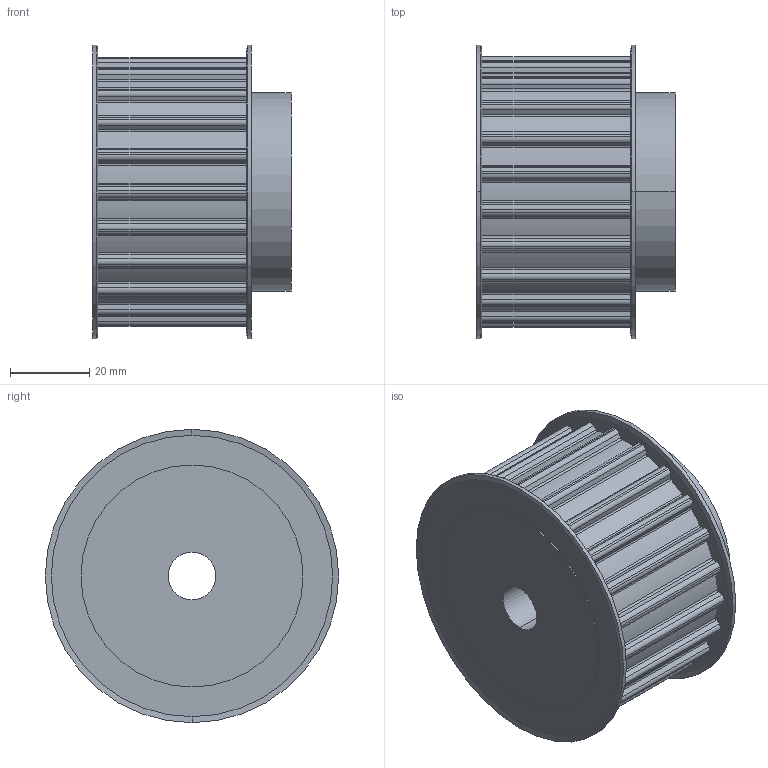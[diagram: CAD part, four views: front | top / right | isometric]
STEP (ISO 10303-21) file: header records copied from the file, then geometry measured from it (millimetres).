
FILE_DESCRIPTION(('STEP AP214'),'1');
FILE_NAME('cctmp_E2933914-722F-4BF1-A105-2C8F3D00D12D_2021_1_7_12_43_52_563..stp','2021-01-07T11:43:52',('Mulco-Europe EWIV'),('CADClick - www.CADClick.com'),'Spatial InterOp 3D',' ','unknown authorization');
FILE_SCHEMA(('AUTOMOTIVE_DESIGN'));
Length unit declared in the file: millimetre
Products named in the file (1): 2021_01_07__12-43-52-547
Bounding box: 50 x 74 x 74 mm (x, y, z)
Volume: 148346.2 mm3; surface area: 24235 mm2
Topology: 1 solids, 1 shells, 203 faces, 580 edges, 384 vertices
Faces by surface type: cylinder 144, plane 51, cone 8
Entity records: 8418 total; most frequent: DIRECTION 1284, CARTESIAN_POINT 1168, ORIENTED_EDGE 1160, EDGE_CURVE 580, AXIS2_PLACEMENT_3D 500, VERTEX_POINT 384, CIRCLE 296, LINE 284
